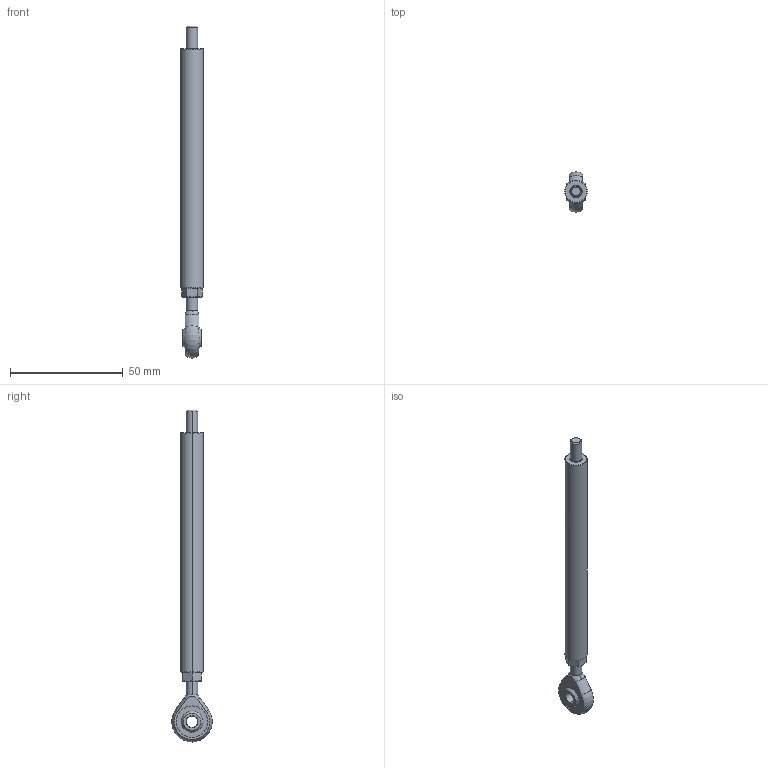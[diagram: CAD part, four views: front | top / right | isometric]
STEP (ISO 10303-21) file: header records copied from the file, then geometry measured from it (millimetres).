
FILE_DESCRIPTION (( 'STEP AP203' ), '1' );
FILE_NAME ('Z-TP1-S01-0150.STEP', '2016-06-08T06:57:35', ( 'dummy' ), ( 'Microsoft' ), 'SwSTEP 2.0', 'SolidWorks 2014', '' );
FILE_SCHEMA (( 'CONFIG_CONTROL_DESIGN' ));
Length unit declared in the file: millimetre
Products named in the file (6): 900003486_001; Z-TP1-S01-0150; 900002661_001; 900015706_001_516351 Lang <standard>; 900003572_001_516351 Lang <Standard>; 900004377_001_L=150<Standard>
Assembly tree (5 placements, depth 3):
  Z-TP1-S01-0150
    900004377_001_L=150<Standard>
    900002661_001
    900015706_001_516351 Lang <standard>
      900003572_001_516351 Lang <Standard>
      900003486_001
Bounding box: 10 x 17.86 x 146.99 mm (x, y, z)
Volume: 10187.3 mm3; surface area: 5834.6 mm2
Topology: 4 solids, 4 shells, 80 faces, 181 edges, 109 vertices
Faces by surface type: cone 26, plane 20, cylinder 18, torus 8, sphere 8
Entity records: 2890 total; most frequent: CARTESIAN_POINT 507, DIRECTION 416, ORIENTED_EDGE 338, AXIS2_PLACEMENT_3D 188, EDGE_CURVE 169, VERTEX_POINT 103, CIRCLE 99, EDGE_LOOP 92
